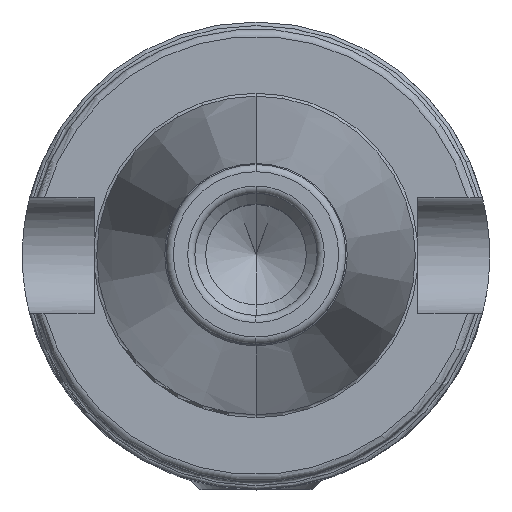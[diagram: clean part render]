
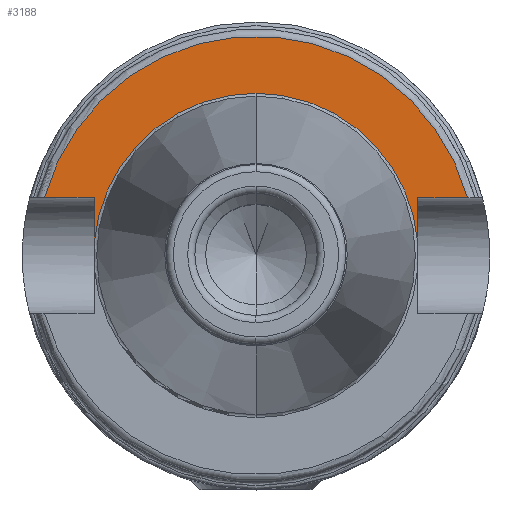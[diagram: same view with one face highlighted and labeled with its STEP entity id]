
A CAD part, top view. The second image highlights one B-rep face of the part: STEP entity #3188.
In plain terms, the highlighted planar face has unit normal (0, 0, 1).
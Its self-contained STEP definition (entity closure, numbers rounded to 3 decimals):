
#498=CARTESIAN_POINT('',(0,0,10));
#499=DIRECTION('',(0,0,1));
#500=DIRECTION('',(0,1,0));
#501=AXIS2_PLACEMENT_3D('',#498,#499,#500);
#916=DIRECTION('',(0,1,0));
#917=VECTOR('',#916,6.317);
#918=CARTESIAN_POINT('',(-22.5,1.733,10));
#919=LINE('',#918,#917);
#920=DIRECTION('',(1,0,0));
#921=VECTOR('',#920,6.918);
#922=CARTESIAN_POINT('',(-29.418,8.05,10));
#923=LINE('',#922,#921);
#924=DIRECTION('',(-1,0,0));
#925=VECTOR('',#924,6.918);
#926=CARTESIAN_POINT('',(29.418,8.05,10));
#927=LINE('',#926,#925);
#928=DIRECTION('',(0,-1,0));
#929=VECTOR('',#928,6.317);
#930=CARTESIAN_POINT('',(22.5,8.05,10));
#931=LINE('',#930,#929);
#946=CARTESIAN_POINT('',(0,0,10));
#947=DIRECTION('',(0,0,-1));
#948=DIRECTION('',(0,1,0));
#949=AXIS2_PLACEMENT_3D('',#946,#947,#948);
#985=CARTESIAN_POINT('',(0,0,10));
#986=DIRECTION('',(0,0,1));
#987=DIRECTION('',(0.965,0.264,0));
#988=AXIS2_PLACEMENT_3D('',#985,#986,#987);
#1805=CARTESIAN_POINT('',(0,22.567,10));
#1807=VERTEX_POINT('',#1805);
#1913=CARTESIAN_POINT('',(-22.5,1.733,10));
#1914=CARTESIAN_POINT('',(-22.5,8.05,10));
#1915=VERTEX_POINT('',#1913);
#1916=VERTEX_POINT('',#1914);
#1917=CARTESIAN_POINT('',(-29.418,8.05,10));
#1918=VERTEX_POINT('',#1917);
#1919=CARTESIAN_POINT('',(22.5,8.05,10));
#1920=CARTESIAN_POINT('',(22.5,1.733,10));
#1921=VERTEX_POINT('',#1919);
#1922=VERTEX_POINT('',#1920);
#1929=CARTESIAN_POINT('',(29.418,8.05,10));
#1930=VERTEX_POINT('',#1929);
#3172=CARTESIAN_POINT('',(0,0,10));
#3173=DIRECTION('',(0,0,-1));
#3174=DIRECTION('',(0,-1,0));
#3175=AXIS2_PLACEMENT_3D('',#3172,#3173,#3174);
#3176=PLANE('',#3175);
#3177=ORIENTED_EDGE('',*,*,#2875,.T.);
#3178=ORIENTED_EDGE('',*,*,#2982,.F.);
#3180=ORIENTED_EDGE('',*,*,#3179,.F.);
#3181=ORIENTED_EDGE('',*,*,#3135,.T.);
#3182=ORIENTED_EDGE('',*,*,#3119,.T.);
#3184=ORIENTED_EDGE('',*,*,#3183,.F.);
#3185=ORIENTED_EDGE('',*,*,#2852,.T.);
#3186=EDGE_LOOP('',(#3177,#3178,#3180,#3181,#3182,#3184,#3185));
#3187=FACE_OUTER_BOUND('',#3186,.F.);
#3188=ADVANCED_FACE('',(#3187),#3176,.F.);
#502=CIRCLE('',#501,22.567);
#950=CIRCLE('',#949,22.567);
#989=CIRCLE('',#988,30.5);
#2852=EDGE_CURVE('',#1807,#1915,#502,.T.);
#2875=EDGE_CURVE('',#1915,#1916,#919,.T.);
#2982=EDGE_CURVE('',#1918,#1916,#923,.T.);
#3119=EDGE_CURVE('',#1921,#1922,#931,.T.);
#3135=EDGE_CURVE('',#1930,#1921,#927,.T.);
#3179=EDGE_CURVE('',#1930,#1918,#989,.T.);
#3183=EDGE_CURVE('',#1807,#1922,#950,.T.);
